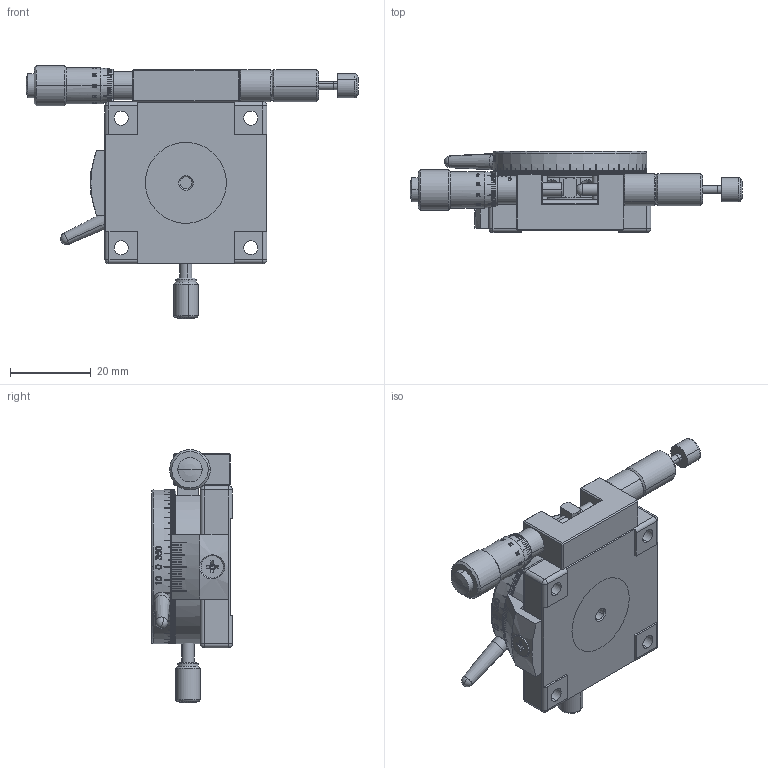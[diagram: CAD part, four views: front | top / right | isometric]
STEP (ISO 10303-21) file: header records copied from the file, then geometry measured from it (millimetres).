
FILE_DESCRIPTION (( 'STEP AP203' ), '1' );
FILE_NAME ('MR38-AR.STEP', '2021-02-22T05:02:03', ( '' ), ( '' ), 'SwSTEP 2.0', 'SolidWorks 2020', '' );
FILE_SCHEMA (( 'CONFIG_CONTROL_DESIGN' ));
Products named in the file (1): MR38-AR
Bounding box: 82 x 20 x 62.5 mm (x, y, z)
Volume: 29517.3 mm3; surface area: 17862.2 mm2
Topology: 18 solids, 18 shells, 3654 faces, 9946 edges, 6361 vertices
Faces by surface type: plane 2261, cylinder 748, bspline 499, cone 123, sphere 15, torus 8
Entity records: 131587 total; most frequent: CARTESIAN_POINT 38950, ORIENTED_EDGE 19818, DIRECTION 19649, EDGE_CURVE 9909, AXIS2_PLACEMENT_3D 7170, VERTEX_POINT 6358, VECTOR 5309, LINE 5309
